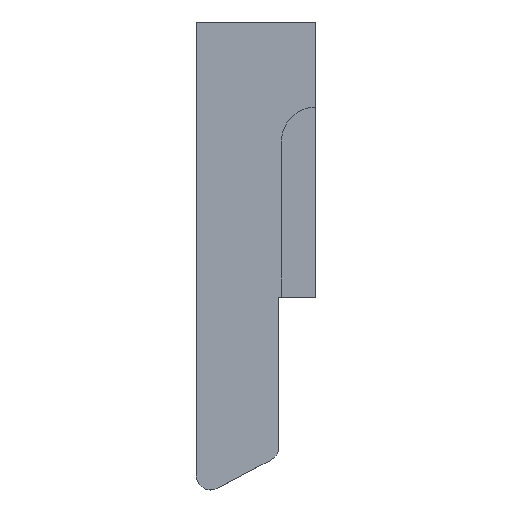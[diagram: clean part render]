
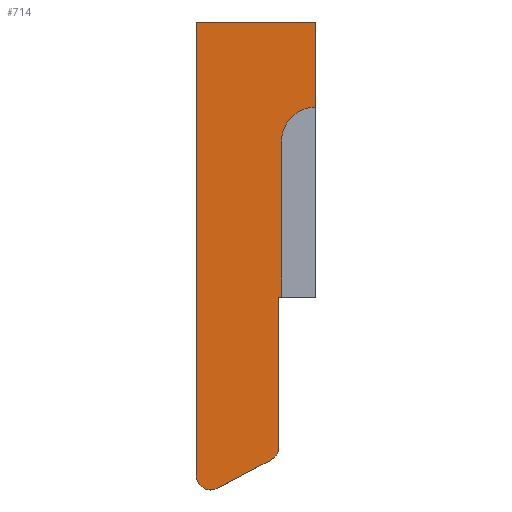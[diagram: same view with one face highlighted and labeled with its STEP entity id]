
A CAD part, top view. The second image highlights one B-rep face of the part: STEP entity #714.
In plain terms, the highlighted planar face has unit normal (0, 0, 1).
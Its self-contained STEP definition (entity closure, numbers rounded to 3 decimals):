
#18 = EDGE_LOOP ( 'NONE', ( #757, #1330, #1830, #1319, #2135, #2823, #1194, #782, #1059, #2348 ) ) ;
#44 = DIRECTION ( 'NONE',  ( 0., 0., -1. ) ) ;
#141 = DIRECTION ( 'NONE',  ( -0.885, -0.466, 0. ) ) ;
#177 = CARTESIAN_POINT ( 'NONE',  ( -60.018, -98.923, 3.2 ) ) ;
#186 = CARTESIAN_POINT ( 'NONE',  ( -25.35, 65.5, 3.2 ) ) ;
#188 = DIRECTION ( 'NONE',  ( 0., 0., -1. ) ) ;
#219 = DIRECTION ( 'NONE',  ( 0., 1., 0. ) ) ;
#222 = CARTESIAN_POINT ( 'NONE',  ( -62.35, -94.5, 3.2 ) ) ;
#228 = VERTEX_POINT ( 'NONE', #177 ) ;
#309 = AXIS2_PLACEMENT_3D ( 'NONE', #2552, #569, #1225 ) ;
#345 = DIRECTION ( 'NONE',  ( 0., 1., 0. ) ) ;
#369 = LINE ( 'NONE', #2116, #2540 ) ;
#386 = DIRECTION ( 'NONE',  ( -1., 0., 0. ) ) ;
#415 = LINE ( 'NONE', #2611, #1825 ) ;
#460 = CARTESIAN_POINT ( 'NONE',  ( -67.35, 65.5, 3.2 ) ) ;
#500 = CARTESIAN_POINT ( 'NONE',  ( -38.35, -31.5, 3.2 ) ) ;
#548 = VERTEX_POINT ( 'NONE', #1494 ) ;
#569 = DIRECTION ( 'NONE',  ( 0., 0., -1. ) ) ;
#611 = VERTEX_POINT ( 'NONE', #2153 ) ;
#671 = CARTESIAN_POINT ( 'NONE',  ( -38.35, -84.484, 3.2 ) ) ;
#672 = EDGE_CURVE ( 'NONE', #1411, #1762, #1038, .T. ) ;
#697 = VERTEX_POINT ( 'NONE', #671 ) ;
#714 = ADVANCED_FACE ( 'NONE', ( #1314 ), #2183, .T. ) ;
#753 = CARTESIAN_POINT ( 'NONE',  ( -37.35, -31.5, 3.2 ) ) ;
#757 = ORIENTED_EDGE ( 'NONE', *, *, #935, .T. ) ;
#782 = ORIENTED_EDGE ( 'NONE', *, *, #1815, .F. ) ;
#892 = AXIS2_PLACEMENT_3D ( 'NONE', #1920, #188, #1951 ) ;
#935 = EDGE_CURVE ( 'NONE', #1086, #1687, #1601, .T. ) ;
#987 = AXIS2_PLACEMENT_3D ( 'NONE', #222, #1099, #386 ) ;
#1038 = LINE ( 'NONE', #1941, #1633 ) ;
#1059 = ORIENTED_EDGE ( 'NONE', *, *, #1636, .F. ) ;
#1086 = VERTEX_POINT ( 'NONE', #2706 ) ;
#1099 = DIRECTION ( 'NONE',  ( 0., 0., 1. ) ) ;
#1194 = ORIENTED_EDGE ( 'NONE', *, *, #2222, .F. ) ;
#1225 = DIRECTION ( 'NONE',  ( -1., 0., 0. ) ) ;
#1244 = EDGE_CURVE ( 'NONE', #2488, #1411, #2395, .T. ) ;
#1269 = EDGE_CURVE ( 'NONE', #228, #2488, #1524, .T. ) ;
#1314 = FACE_OUTER_BOUND ( 'NONE', #18, .T. ) ;
#1319 = ORIENTED_EDGE ( 'NONE', *, *, #1244, .F. ) ;
#1330 = ORIENTED_EDGE ( 'NONE', *, *, #1700, .F. ) ;
#1411 = VERTEX_POINT ( 'NONE', #2261 ) ;
#1417 = CARTESIAN_POINT ( 'NONE',  ( -67.35, -94.5, 3.2 ) ) ;
#1494 = CARTESIAN_POINT ( 'NONE',  ( -38.35, -31.5, 3.2 ) ) ;
#1515 = DIRECTION ( 'NONE',  ( 1., 0., 0. ) ) ;
#1524 = CIRCLE ( 'NONE', #892, 5. ) ;
#1527 = EDGE_CURVE ( 'NONE', #1787, #1086, #2532, .T. ) ;
#1533 = VECTOR ( 'NONE', #345, 1000. ) ;
#1601 = CIRCLE ( 'NONE', #2420, 12. ) ;
#1633 = VECTOR ( 'NONE', #1515, 1000. ) ;
#1636 = EDGE_CURVE ( 'NONE', #1787, #548, #1880, .T. ) ;
#1687 = VERTEX_POINT ( 'NONE', #2177 ) ;
#1700 = EDGE_CURVE ( 'NONE', #1762, #1687, #415, .T. ) ;
#1762 = VERTEX_POINT ( 'NONE', #186 ) ;
#1779 = DIRECTION ( 'NONE',  ( -1., 0., 0. ) ) ;
#1787 = VERTEX_POINT ( 'NONE', #2683 ) ;
#1815 = EDGE_CURVE ( 'NONE', #548, #697, #2217, .T. ) ;
#1820 = CIRCLE ( 'NONE', #309, 5. ) ;
#1825 = VECTOR ( 'NONE', #2551, 1000. ) ;
#1830 = ORIENTED_EDGE ( 'NONE', *, *, #672, .F. ) ;
#1846 = CARTESIAN_POINT ( 'NONE',  ( -38.35, -31.5, 3.2 ) ) ;
#1869 = DIRECTION ( 'NONE',  ( -1., 0., 0. ) ) ;
#1880 = LINE ( 'NONE', #1846, #1988 ) ;
#1920 = CARTESIAN_POINT ( 'NONE',  ( -62.35, -94.5, 3.2 ) ) ;
#1941 = CARTESIAN_POINT ( 'NONE',  ( -25.35, 65.5, 3.2 ) ) ;
#1951 = DIRECTION ( 'NONE',  ( -1., 0., 0. ) ) ;
#1988 = VECTOR ( 'NONE', #1869, 1000. ) ;
#1997 = EDGE_CURVE ( 'NONE', #611, #228, #369, .T. ) ;
#2005 = CARTESIAN_POINT ( 'NONE',  ( -25.35, 23.5, 3.2 ) ) ;
#2116 = CARTESIAN_POINT ( 'NONE',  ( -41.018, -88.907, 3.2 ) ) ;
#2135 = ORIENTED_EDGE ( 'NONE', *, *, #1269, .F. ) ;
#2153 = CARTESIAN_POINT ( 'NONE',  ( -41.018, -88.907, 3.2 ) ) ;
#2177 = CARTESIAN_POINT ( 'NONE',  ( -25.35, 35.5, 3.2 ) ) ;
#2183 = PLANE ( 'NONE',  #987 ) ;
#2217 = LINE ( 'NONE', #500, #2419 ) ;
#2222 = EDGE_CURVE ( 'NONE', #697, #611, #1820, .T. ) ;
#2245 = DIRECTION ( 'NONE',  ( 0., -1., 0. ) ) ;
#2261 = CARTESIAN_POINT ( 'NONE',  ( -67.35, 65.5, 3.2 ) ) ;
#2273 = VECTOR ( 'NONE', #219, 1000. ) ;
#2348 = ORIENTED_EDGE ( 'NONE', *, *, #1527, .T. ) ;
#2395 = LINE ( 'NONE', #460, #2273 ) ;
#2419 = VECTOR ( 'NONE', #2245, 1000. ) ;
#2420 = AXIS2_PLACEMENT_3D ( 'NONE', #2005, #44, #1779 ) ;
#2488 = VERTEX_POINT ( 'NONE', #1417 ) ;
#2532 = LINE ( 'NONE', #753, #1533 ) ;
#2540 = VECTOR ( 'NONE', #141, 1000. ) ;
#2551 = DIRECTION ( 'NONE',  ( 0., -1., 0. ) ) ;
#2552 = CARTESIAN_POINT ( 'NONE',  ( -43.35, -84.484, 3.2 ) ) ;
#2611 = CARTESIAN_POINT ( 'NONE',  ( -25.35, -31.5, 3.2 ) ) ;
#2683 = CARTESIAN_POINT ( 'NONE',  ( -37.35, -31.5, 3.2 ) ) ;
#2706 = CARTESIAN_POINT ( 'NONE',  ( -37.35, 23.5, 3.2 ) ) ;
#2823 = ORIENTED_EDGE ( 'NONE', *, *, #1997, .F. ) ;
